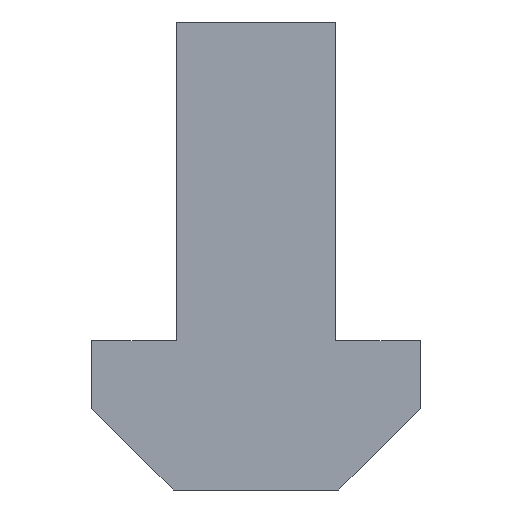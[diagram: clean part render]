
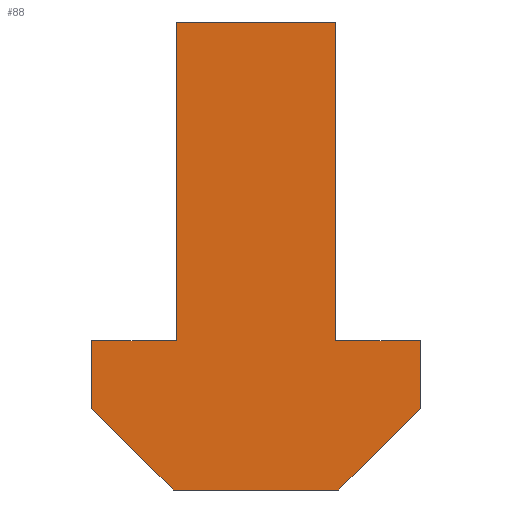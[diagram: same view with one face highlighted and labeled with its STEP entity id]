
A CAD part, left-side view. The second image highlights one B-rep face of the part: STEP entity #88.
In plain terms, the highlighted planar face has unit normal (-1, 0, 0).
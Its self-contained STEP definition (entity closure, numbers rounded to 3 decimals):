
#3 = CARTESIAN_POINT ( 'NONE',  ( -50., 4.165, 0. ) ) ;
#4 = DIRECTION ( 'NONE',  ( 0., 0.707, 0.707 ) ) ;
#15 = CARTESIAN_POINT ( 'NONE',  ( -50., -4., 7.5 ) ) ;
#27 = DIRECTION ( 'NONE',  ( 0., -1., 0. ) ) ;
#32 = CARTESIAN_POINT ( 'NONE',  ( -50., 4., 23.5 ) ) ;
#33 = CARTESIAN_POINT ( 'NONE',  ( -50., -4.165, 0. ) ) ;
#37 = CARTESIAN_POINT ( 'NONE',  ( -50., -8.25, 7.5 ) ) ;
#42 = CARTESIAN_POINT ( 'NONE',  ( -50., 8.25, 7.5 ) ) ;
#48 = CARTESIAN_POINT ( 'NONE',  ( -50., 8.25, 4.085 ) ) ;
#52 = DIRECTION ( 'NONE',  ( 0., 0., -1. ) ) ;
#55 = CARTESIAN_POINT ( 'NONE',  ( -50., -4., 7.5 ) ) ;
#56 = CARTESIAN_POINT ( 'NONE',  ( -50., 8.25, 4.085 ) ) ;
#60 = CARTESIAN_POINT ( 'NONE',  ( -50., -4., 23.5 ) ) ;
#64 = DIRECTION ( 'NONE',  ( 0., -1., 0. ) ) ;
#67 = CARTESIAN_POINT ( 'NONE',  ( -50., -8.25, 4.085 ) ) ;
#68 = DIRECTION ( 'NONE',  ( 0., 0., -1. ) ) ;
#69 = CARTESIAN_POINT ( 'NONE',  ( -50., 4., 7.5 ) ) ;
#70 = CARTESIAN_POINT ( 'NONE',  ( -50., -8.25, 4.085 ) ) ;
#71 = CARTESIAN_POINT ( 'NONE',  ( -50., -8.25, 7.5 ) ) ;
#88 = ADVANCED_FACE ( 'NONE', ( #215 ), #410, .F. ) ;
#93 = AXIS2_PLACEMENT_3D ( 'NONE', #373, #372, #391 ) ;
#102 = EDGE_CURVE ( 'NONE', #207, #287, #318, .T. ) ;
#107 = EDGE_CURVE ( 'NONE', #246, #240, #319, .T. ) ;
#110 = EDGE_CURVE ( 'NONE', #287, #254, #268, .T. ) ;
#112 = EDGE_CURVE ( 'NONE', #240, #355, #233, .T. ) ;
#113 = EDGE_CURVE ( 'NONE', #296, #246, #354, .T. ) ;
#115 = EDGE_CURVE ( 'NONE', #254, #296, #349, .T. ) ;
#118 = EDGE_CURVE ( 'NONE', #355, #243, #335, .T. ) ;
#121 = EDGE_CURVE ( 'NONE', #243, #212, #309, .T. ) ;
#124 = EDGE_CURVE ( 'NONE', #212, #300, #307, .T. ) ;
#127 = EDGE_CURVE ( 'NONE', #300, #207, #304, .T. ) ;
#194 = EDGE_LOOP ( 'NONE', ( #249, #323, #336, #263, #231, #295, #297, #299, #352, #221 ) ) ;
#196 = VECTOR ( 'NONE', #68, 1000. ) ;
#207 = VERTEX_POINT ( 'NONE', #70 ) ;
#212 = VERTEX_POINT ( 'NONE', #15 ) ;
#215 = FACE_OUTER_BOUND ( 'NONE', #194, .T. ) ;
#221 = ORIENTED_EDGE ( 'NONE', *, *, #110, .F. ) ;
#228 = VECTOR ( 'NONE', #52, 1000. ) ;
#231 = ORIENTED_EDGE ( 'NONE', *, *, #118, .F. ) ;
#233 = LINE ( 'NONE', #423, #250 ) ;
#240 = VERTEX_POINT ( 'NONE', #69 ) ;
#243 = VERTEX_POINT ( 'NONE', #60 ) ;
#246 = VERTEX_POINT ( 'NONE', #42 ) ;
#249 = ORIENTED_EDGE ( 'NONE', *, *, #102, .F. ) ;
#250 = VECTOR ( 'NONE', #392, 1000. ) ;
#254 = VERTEX_POINT ( 'NONE', #3 ) ;
#255 = VECTOR ( 'NONE', #4, 1000. ) ;
#263 = ORIENTED_EDGE ( 'NONE', *, *, #121, .F. ) ;
#268 = LINE ( 'NONE', #416, #341 ) ;
#287 = VERTEX_POINT ( 'NONE', #33 ) ;
#290 = VECTOR ( 'NONE', #27, 1000. ) ;
#295 = ORIENTED_EDGE ( 'NONE', *, *, #112, .F. ) ;
#296 = VERTEX_POINT ( 'NONE', #48 ) ;
#297 = ORIENTED_EDGE ( 'NONE', *, *, #107, .F. ) ;
#299 = ORIENTED_EDGE ( 'NONE', *, *, #113, .F. ) ;
#300 = VERTEX_POINT ( 'NONE', #37 ) ;
#304 = LINE ( 'NONE', #67, #196 ) ;
#307 = LINE ( 'NONE', #71, #290 ) ;
#309 = LINE ( 'NONE', #55, #228 ) ;
#318 = LINE ( 'NONE', #360, #337 ) ;
#319 = LINE ( 'NONE', #393, #331 ) ;
#323 = ORIENTED_EDGE ( 'NONE', *, *, #127, .F. ) ;
#324 = VECTOR ( 'NONE', #64, 1000. ) ;
#331 = VECTOR ( 'NONE', #417, 1000. ) ;
#335 = LINE ( 'NONE', #419, #324 ) ;
#336 = ORIENTED_EDGE ( 'NONE', *, *, #124, .F. ) ;
#337 = VECTOR ( 'NONE', #381, 1000. ) ;
#338 = VECTOR ( 'NONE', #364, 1000. ) ;
#341 = VECTOR ( 'NONE', #377, 1000. ) ;
#349 = LINE ( 'NONE', #56, #255 ) ;
#352 = ORIENTED_EDGE ( 'NONE', *, *, #115, .F. ) ;
#354 = LINE ( 'NONE', #401, #338 ) ;
#355 = VERTEX_POINT ( 'NONE', #32 ) ;
#360 = CARTESIAN_POINT ( 'NONE',  ( -50., -4.165, 0. ) ) ;
#364 = DIRECTION ( 'NONE',  ( 0., 0., 1. ) ) ;
#372 = DIRECTION ( 'NONE',  ( 1., 0., 0. ) ) ;
#373 = CARTESIAN_POINT ( 'NONE',  ( -50., 0., 0. ) ) ;
#377 = DIRECTION ( 'NONE',  ( 0., 1., 0. ) ) ;
#381 = DIRECTION ( 'NONE',  ( 0., 0.707, -0.707 ) ) ;
#391 = DIRECTION ( 'NONE',  ( 0., 0., -1. ) ) ;
#392 = DIRECTION ( 'NONE',  ( 0., 0., 1. ) ) ;
#393 = CARTESIAN_POINT ( 'NONE',  ( -50., 4., 7.5 ) ) ;
#401 = CARTESIAN_POINT ( 'NONE',  ( -50., 8.25, 7.5 ) ) ;
#410 = PLANE ( 'NONE',  #93 ) ;
#416 = CARTESIAN_POINT ( 'NONE',  ( -50., 4.165, 0. ) ) ;
#417 = DIRECTION ( 'NONE',  ( 0., -1., 0. ) ) ;
#419 = CARTESIAN_POINT ( 'NONE',  ( -50., -4., 23.5 ) ) ;
#423 = CARTESIAN_POINT ( 'NONE',  ( -50., 4., 23.5 ) ) ;
